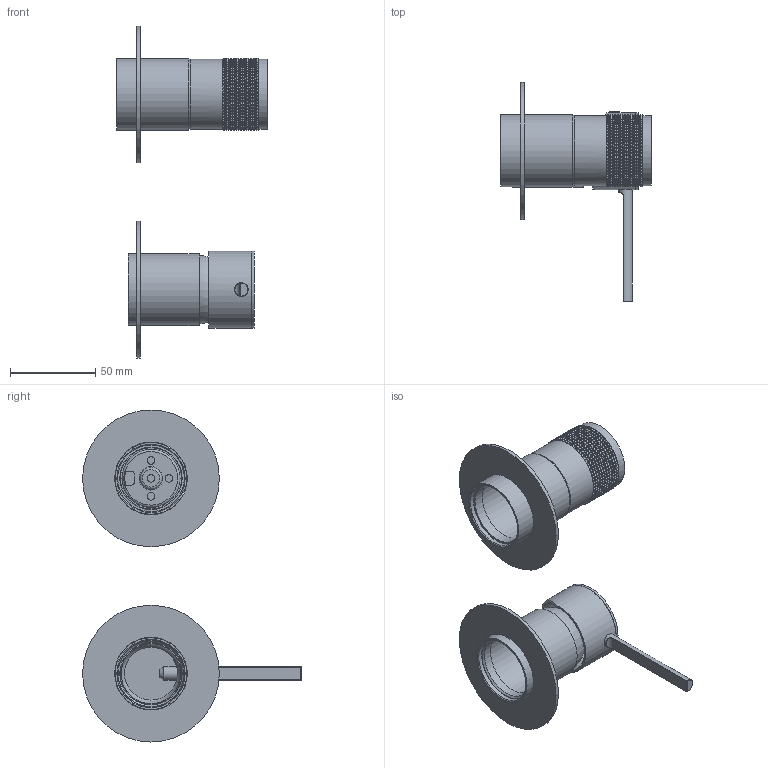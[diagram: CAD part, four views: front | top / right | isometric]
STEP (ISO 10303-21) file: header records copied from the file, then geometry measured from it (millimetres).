
FILE_DESCRIPTION (( 'STEP AP203' ), '1' );
FILE_NAME ('84DP11554.STEP', '2025-10-03T07:51:21', ( '' ), ( '' ), 'SwSTEP 2.0', 'SolidWorks 2021', '' );
FILE_SCHEMA (( 'CONFIG_CONTROL_DESIGN' ));
Length unit declared in the file: millimetre
Products named in the file (1): 84DP11554
Bounding box: 88.25 x 128 x 194.24 mm (x, y, z)
Volume: 57842.4 mm3; surface area: 74329 mm2
Topology: 13 solids, 13 shells, 3325 faces, 9810 edges, 6526 vertices
Faces by surface type: cylinder 1584, plane 1561, bspline 132, cone 30, torus 15, sphere 3
Full cylindrical faces by diameter (mm): 4.5 x4, 5.5 x1, 7.9 x1, 8 x1, 10.7 x1, 12.7 x1, 31 x1, 35.8 x3, 36 x1, 36.5 x2, 37 x1, 37.8 x1, 37.9 x1, 38 x2, 39 x4, 40.85 x1, 41 x2, 41.1 x10, 42 x2, 42.5 x2, 42.6 x1, 45 x1, 45.2 x1, 80 x2
Entity records: 116622 total; most frequent: CARTESIAN_POINT 32552, ORIENTED_EDGE 19364, DIRECTION 15967, EDGE_CURVE 9682, VERTEX_POINT 6487, AXIS2_PLACEMENT_3D 6463, EDGE_LOOP 3459, FACE_OUTER_BOUND 3382
